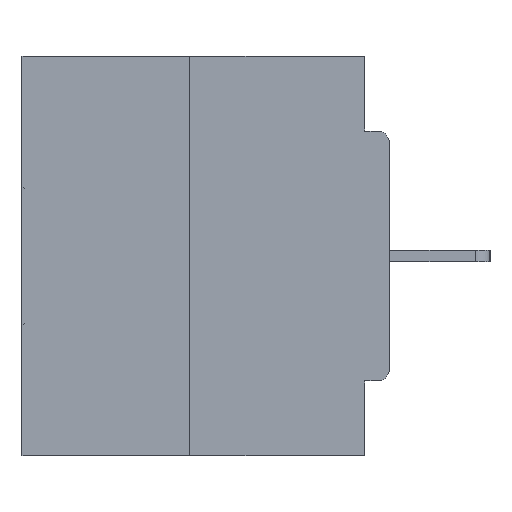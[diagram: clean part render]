
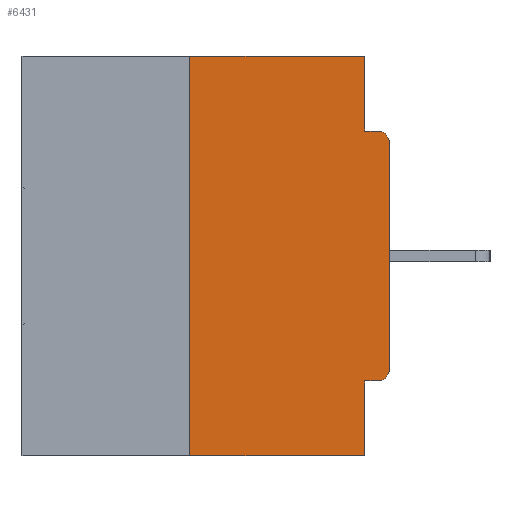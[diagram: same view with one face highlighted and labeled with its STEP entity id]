
A CAD part, left-side view. The second image highlights one B-rep face of the part: STEP entity #6431.
In plain terms, the highlighted planar face has unit normal (-1, 0, 0).
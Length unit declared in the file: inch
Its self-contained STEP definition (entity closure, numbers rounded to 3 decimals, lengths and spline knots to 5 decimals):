
#91 = CARTESIAN_POINT ( 'NONE',  ( 0., 0.031, -0.5 ) ) ;
#620 = EDGE_CURVE ( 'NONE', #16526, #20375, #20455, .T. ) ;
#633 = DIRECTION ( 'NONE',  ( 0., 0., -1. ) ) ;
#756 = CARTESIAN_POINT ( 'NONE',  ( 0., 0.015, -0.0935 ) ) ;
#807 = CARTESIAN_POINT ( 'NONE',  ( 0., 0.015, -0.1085 ) ) ;
#1097 = AXIS2_PLACEMENT_3D ( 'NONE', #25480, #27926, #23179 ) ;
#1762 = CARTESIAN_POINT ( 'NONE',  ( 0., 0.25, 0. ) ) ;
#3296 = VERTEX_POINT ( 'NONE', #756 ) ;
#3537 = LINE ( 'NONE', #19865, #6791 ) ;
#3695 = DIRECTION ( 'NONE',  ( 0., 0., -1. ) ) ;
#3803 = CARTESIAN_POINT ( 'NONE',  ( 0., 0.46, 0. ) ) ;
#4837 = DIRECTION ( 'NONE',  ( 0., 0., -1. ) ) ;
#5010 = ORIENTED_EDGE ( 'NONE', *, *, #21442, .F. ) ;
#5800 = EDGE_CURVE ( 'NONE', #15865, #23544, #6060, .T. ) ;
#6060 = LINE ( 'NONE', #11148, #21355 ) ;
#6431 = ADVANCED_FACE ( 'NONE', ( #22830 ), #34065, .F. ) ;
#6449 = LINE ( 'NONE', #3803, #18031 ) ;
#6791 = VECTOR ( 'NONE', #25481, 39.37008 ) ;
#7529 = CARTESIAN_POINT ( 'NONE',  ( 0., 0.031, -0.4065 ) ) ;
#8268 = EDGE_CURVE ( 'NONE', #26821, #28962, #33379, .T. ) ;
#9777 = CARTESIAN_POINT ( 'NONE',  ( 0., 0., -0.3915 ) ) ;
#10134 = CARTESIAN_POINT ( 'NONE',  ( 0., 0., -0.4065 ) ) ;
#10451 = CARTESIAN_POINT ( 'NONE',  ( 0., 0.46, -0.5 ) ) ;
#11148 = CARTESIAN_POINT ( 'NONE',  ( 0., 0.031, 0. ) ) ;
#11992 = CARTESIAN_POINT ( 'NONE',  ( 0., 0., -0.1085 ) ) ;
#12298 = VERTEX_POINT ( 'NONE', #11992 ) ;
#12668 = EDGE_CURVE ( 'NONE', #20375, #12298, #3537, .T. ) ;
#12792 = VERTEX_POINT ( 'NONE', #7529 ) ;
#12866 = CARTESIAN_POINT ( 'NONE',  ( 0., 0., -0.0935 ) ) ;
#12915 = DIRECTION ( 'NONE',  ( 0., 1., 0. ) ) ;
#13098 = CARTESIAN_POINT ( 'NONE',  ( 0., 0.015, -0.4065 ) ) ;
#13415 = LINE ( 'NONE', #10451, #34469 ) ;
#13850 = EDGE_CURVE ( 'NONE', #23544, #3296, #21512, .T. ) ;
#14130 = ORIENTED_EDGE ( 'NONE', *, *, #32798, .T. ) ;
#14960 = ORIENTED_EDGE ( 'NONE', *, *, #8268, .F. ) ;
#15218 = ORIENTED_EDGE ( 'NONE', *, *, #16436, .F. ) ;
#15865 = VERTEX_POINT ( 'NONE', #30932 ) ;
#16110 = CARTESIAN_POINT ( 'NONE',  ( 0., 0.031, -0.5 ) ) ;
#16371 = ORIENTED_EDGE ( 'NONE', *, *, #5800, .F. ) ;
#16436 = EDGE_CURVE ( 'NONE', #16526, #12792, #29600, .T. ) ;
#16506 = ORIENTED_EDGE ( 'NONE', *, *, #13850, .F. ) ;
#16526 = VERTEX_POINT ( 'NONE', #13098 ) ;
#16657 = DIRECTION ( 'NONE',  ( 0., 0., 1. ) ) ;
#16944 = EDGE_LOOP ( 'NONE', ( #5010, #14960, #32098, #27123, #15218, #21872, #16976, #14130, #16506, #16371 ) ) ;
#16976 = ORIENTED_EDGE ( 'NONE', *, *, #12668, .T. ) ;
#17029 = CARTESIAN_POINT ( 'NONE',  ( 0., 0.015, -0.3915 ) ) ;
#17452 = CIRCLE ( 'NONE', #19717, 0.015 ) ;
#17909 = VECTOR ( 'NONE', #4837, 39.37008 ) ;
#18031 = VECTOR ( 'NONE', #33502, 39.37008 ) ;
#18093 = EDGE_CURVE ( 'NONE', #12792, #30290, #31535, .T. ) ;
#18593 = VECTOR ( 'NONE', #32041, 39.37008 ) ;
#19717 = AXIS2_PLACEMENT_3D ( 'NONE', #807, #27159, #27686 ) ;
#19865 = CARTESIAN_POINT ( 'NONE',  ( 0., 0., 0. ) ) ;
#20375 = VERTEX_POINT ( 'NONE', #9777 ) ;
#20455 = CIRCLE ( 'NONE', #30564, 0.015 ) ;
#21355 = VECTOR ( 'NONE', #633, 39.37008 ) ;
#21442 = EDGE_CURVE ( 'NONE', #28962, #15865, #6449, .T. ) ;
#21512 = LINE ( 'NONE', #12866, #18593 ) ;
#21872 = ORIENTED_EDGE ( 'NONE', *, *, #620, .T. ) ;
#22122 = CARTESIAN_POINT ( 'NONE',  ( 0., 0.25, 0. ) ) ;
#22830 = FACE_OUTER_BOUND ( 'NONE', #16944, .T. ) ;
#23179 = DIRECTION ( 'NONE',  ( 0., 0., -1. ) ) ;
#23544 = VERTEX_POINT ( 'NONE', #32610 ) ;
#24566 = VECTOR ( 'NONE', #12915, 39.37008 ) ;
#25480 = CARTESIAN_POINT ( 'NONE',  ( 0., 0.46, 0. ) ) ;
#25481 = DIRECTION ( 'NONE',  ( 0., 0., 1. ) ) ;
#25887 = CARTESIAN_POINT ( 'NONE',  ( 0., 0.25, -0.5 ) ) ;
#26585 = EDGE_CURVE ( 'NONE', #26821, #30290, #13415, .T. ) ;
#26821 = VERTEX_POINT ( 'NONE', #25887 ) ;
#27123 = ORIENTED_EDGE ( 'NONE', *, *, #18093, .F. ) ;
#27159 = DIRECTION ( 'NONE',  ( -1., 0., 0. ) ) ;
#27686 = DIRECTION ( 'NONE',  ( 0., 0., -1. ) ) ;
#27754 = DIRECTION ( 'NONE',  ( -1., 0., 0. ) ) ;
#27926 = DIRECTION ( 'NONE',  ( 1., 0., 0. ) ) ;
#28962 = VERTEX_POINT ( 'NONE', #1762 ) ;
#29415 = DIRECTION ( 'NONE',  ( 0., -1., 0. ) ) ;
#29600 = LINE ( 'NONE', #10134, #24566 ) ;
#29795 = VECTOR ( 'NONE', #16657, 39.37008 ) ;
#30290 = VERTEX_POINT ( 'NONE', #16110 ) ;
#30564 = AXIS2_PLACEMENT_3D ( 'NONE', #17029, #27754, #3695 ) ;
#30932 = CARTESIAN_POINT ( 'NONE',  ( 0., 0.031, 0. ) ) ;
#31535 = LINE ( 'NONE', #91, #17909 ) ;
#32041 = DIRECTION ( 'NONE',  ( 0., -1., 0. ) ) ;
#32098 = ORIENTED_EDGE ( 'NONE', *, *, #26585, .T. ) ;
#32610 = CARTESIAN_POINT ( 'NONE',  ( 0., 0.031, -0.0935 ) ) ;
#32798 = EDGE_CURVE ( 'NONE', #12298, #3296, #17452, .T. ) ;
#33379 = LINE ( 'NONE', #22122, #29795 ) ;
#33502 = DIRECTION ( 'NONE',  ( 0., -1., 0. ) ) ;
#34065 = PLANE ( 'NONE',  #1097 ) ;
#34469 = VECTOR ( 'NONE', #29415, 39.37008 ) ;
